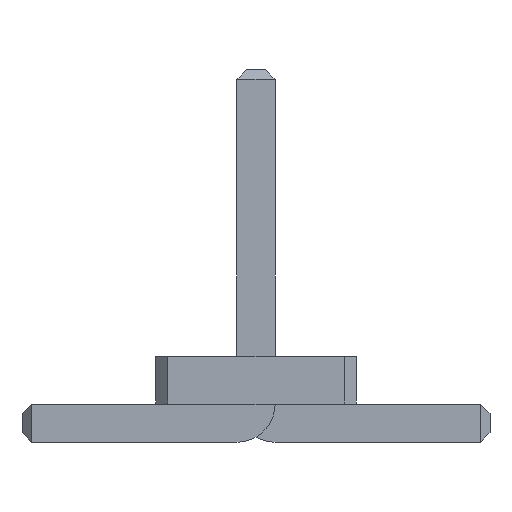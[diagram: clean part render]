
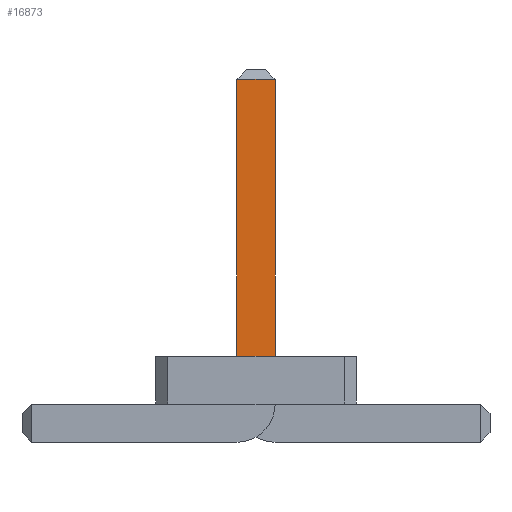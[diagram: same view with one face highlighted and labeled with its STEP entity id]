
A CAD part, front view. The second image highlights one B-rep face of the part: STEP entity #16873.
In plain terms, the highlighted planar face has unit normal (0, -1, 0).
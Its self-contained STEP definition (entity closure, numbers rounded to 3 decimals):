
#6291 = VERTEX_POINT('',#6292);
#6292 = CARTESIAN_POINT('',(-0.2,-21.79,0.9));
#6298 = EDGE_CURVE('',#6291,#6299,#6301,.T.);
#6299 = VERTEX_POINT('',#6300);
#6300 = CARTESIAN_POINT('',(0.2,-21.79,0.9));
#6301 = LINE('',#6302,#6303);
#6302 = CARTESIAN_POINT('',(-0.362,-21.79,0.9));
#6303 = VECTOR('',#6304,1.);
#6304 = DIRECTION('',(1.,0.,0.));
#16807 = VERTEX_POINT('',#16808);
#16808 = CARTESIAN_POINT('',(-0.2,-21.79,3.8));
#16814 = EDGE_CURVE('',#16807,#6291,#16815,.T.);
#16815 = LINE('',#16816,#16817);
#16816 = CARTESIAN_POINT('',(-0.2,-21.79,3.9));
#16817 = VECTOR('',#16818,1.);
#16818 = DIRECTION('',(0.,0.,-1.));
#16855 = EDGE_CURVE('',#6299,#16856,#16858,.T.);
#16856 = VERTEX_POINT('',#16857);
#16857 = CARTESIAN_POINT('',(0.2,-21.79,3.8));
#16858 = LINE('',#16859,#16860);
#16859 = CARTESIAN_POINT('',(0.2,-21.79,0.));
#16860 = VECTOR('',#16861,1.);
#16861 = DIRECTION('',(0.,0.,1.));
#16873 = ADVANCED_FACE('',(#16874),#16885,.F.);
#16874 = FACE_BOUND('',#16875,.F.);
#16875 = EDGE_LOOP('',(#16876,#16877,#16878,#16879));
#16876 = ORIENTED_EDGE('',*,*,#16855,.F.);
#16877 = ORIENTED_EDGE('',*,*,#6298,.F.);
#16878 = ORIENTED_EDGE('',*,*,#16814,.F.);
#16879 = ORIENTED_EDGE('',*,*,#16880,.F.);
#16880 = EDGE_CURVE('',#16856,#16807,#16881,.T.);
#16881 = LINE('',#16882,#16883);
#16882 = CARTESIAN_POINT('',(0.2,-21.79,3.8));
#16883 = VECTOR('',#16884,1.);
#16884 = DIRECTION('',(-1.,0.,0.));
#16885 = PLANE('',#16886);
#16886 = AXIS2_PLACEMENT_3D('',#16887,#16888,#16889);
#16887 = CARTESIAN_POINT('',(0.2,-21.79,3.9));
#16888 = DIRECTION('',(0.,1.,0.));
#16889 = DIRECTION('',(0.,0.,1.));
